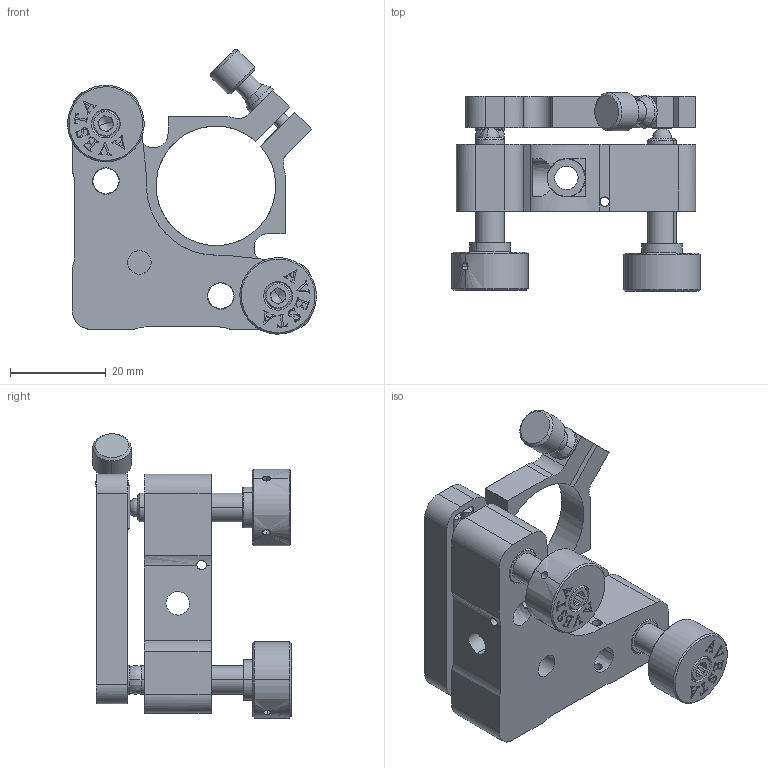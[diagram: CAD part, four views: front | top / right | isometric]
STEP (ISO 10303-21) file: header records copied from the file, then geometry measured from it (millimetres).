
FILE_DESCRIPTION(/* description */ (''),/* implementation_level */ '2;1');
FILE_NAME(/* name */ '-LB~1',/* time_stamp */ '2024-08-07T16:59:50+03:00',/* author */ (''),/* organization */ (''),/* preprocessor_version */ 'ST-DEVELOPER v15',/* originating_system */ '',/* authorisation */ '');
FILE_SCHEMA (('AUTOMOTIVE_DESIGN'));
Length unit declared in the file: millimetre
Products named in the file (1): Document
Bounding box: 51.99 x 41.45 x 59.41 mm (x, y, z)
Volume: 28879.2 mm3; surface area: 18216.7 mm2
Topology: 17 solids, 17 shells, 684 faces, 1884 edges, 1238 vertices
Faces by surface type: bspline 367, plane 317
Entity records: 23983 total; most frequent: CARTESIAN_POINT 12634, ORIENTED_EDGE 3730, EDGE_CURVE 1865, VERTEX_POINT 1239, B_SPLINE_CURVE_WITH_KNOTS 1154, EDGE_LOOP 762, ADVANCED_FACE 684, FACE_OUTER_BOUND 684
